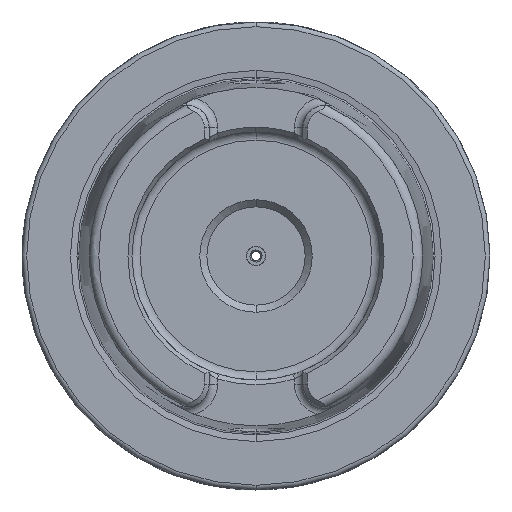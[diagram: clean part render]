
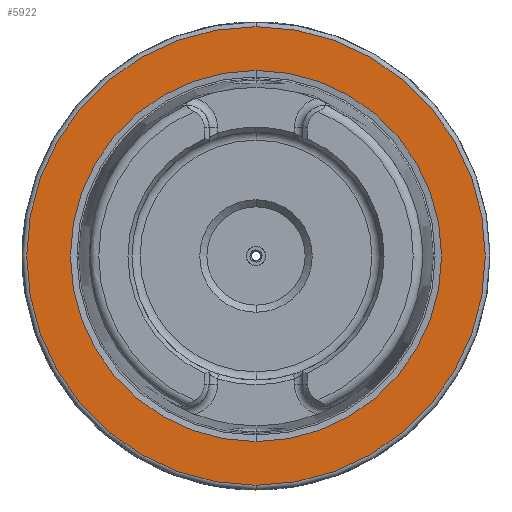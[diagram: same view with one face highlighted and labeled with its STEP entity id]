
A CAD part, left-side view. The second image highlights one B-rep face of the part: STEP entity #5922.
In plain terms, the highlighted planar face has unit normal (-1, 0, 0).
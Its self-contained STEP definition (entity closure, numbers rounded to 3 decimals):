
#429 = PLANE ( 'NONE',  #6829 ) ;
#558 = CIRCLE ( 'NONE', #1671, 49. ) ;
#570 = CARTESIAN_POINT ( 'NONE',  ( 0., 0., 0. ) ) ;
#883 = CIRCLE ( 'NONE', #6189, 39.647 ) ;
#888 = EDGE_CURVE ( 'NONE', #5200, #2498, #2212, .T. ) ;
#1052 = CARTESIAN_POINT ( 'NONE',  ( 0., 0., 39.647 ) ) ;
#1186 = DIRECTION ( 'NONE',  ( 0., 0., -1. ) ) ;
#1334 = VERTEX_POINT ( 'NONE', #3962 ) ;
#1454 = DIRECTION ( 'NONE',  ( 0., 0., -1. ) ) ;
#1586 = FACE_BOUND ( 'NONE', #2284, .T. ) ;
#1671 = AXIS2_PLACEMENT_3D ( 'NONE', #4426, #6239, #1454 ) ;
#1811 = CARTESIAN_POINT ( 'NONE',  ( 0., 0., 49. ) ) ;
#2131 = EDGE_LOOP ( 'NONE', ( #2614, #3566 ) ) ;
#2212 = CIRCLE ( 'NONE', #3944, 39.647 ) ;
#2284 = EDGE_LOOP ( 'NONE', ( #3869, #7649 ) ) ;
#2498 = VERTEX_POINT ( 'NONE', #5455 ) ;
#2614 = ORIENTED_EDGE ( 'NONE', *, *, #5115, .F. ) ;
#2773 = CARTESIAN_POINT ( 'NONE',  ( 0., 39.647, 0. ) ) ;
#3126 = AXIS2_PLACEMENT_3D ( 'NONE', #4379, #6743, #5696 ) ;
#3566 = ORIENTED_EDGE ( 'NONE', *, *, #6854, .F. ) ;
#3869 = ORIENTED_EDGE ( 'NONE', *, *, #888, .T. ) ;
#3944 = AXIS2_PLACEMENT_3D ( 'NONE', #570, #6483, #1186 ) ;
#3962 = CARTESIAN_POINT ( 'NONE',  ( 0., 0., -49. ) ) ;
#4379 = CARTESIAN_POINT ( 'NONE',  ( 0., 0., 0. ) ) ;
#4397 = VERTEX_POINT ( 'NONE', #1811 ) ;
#4426 = CARTESIAN_POINT ( 'NONE',  ( 0., 0., 0. ) ) ;
#4493 = EDGE_CURVE ( 'NONE', #2498, #5200, #883, .T. ) ;
#4968 = CIRCLE ( 'NONE', #3126, 49. ) ;
#5115 = EDGE_CURVE ( 'NONE', #1334, #4397, #4968, .T. ) ;
#5134 = DIRECTION ( 'NONE',  ( 0., 0., 1. ) ) ;
#5200 = VERTEX_POINT ( 'NONE', #1052 ) ;
#5359 = DIRECTION ( 'NONE',  ( 1., 0., 0. ) ) ;
#5455 = CARTESIAN_POINT ( 'NONE',  ( 0., 0., -39.647 ) ) ;
#5696 = DIRECTION ( 'NONE',  ( 0., 0., -1. ) ) ;
#5720 = FACE_OUTER_BOUND ( 'NONE', #2131, .T. ) ;
#5909 = DIRECTION ( 'NONE',  ( 0., 0., -1. ) ) ;
#5922 = ADVANCED_FACE ( 'NONE', ( #1586, #5720 ), #429, .T. ) ;
#5939 = CARTESIAN_POINT ( 'NONE',  ( 0., 0., 0. ) ) ;
#6189 = AXIS2_PLACEMENT_3D ( 'NONE', #5939, #5359, #5909 ) ;
#6239 = DIRECTION ( 'NONE',  ( 1., 0., 0. ) ) ;
#6483 = DIRECTION ( 'NONE',  ( 1., 0., 0. ) ) ;
#6743 = DIRECTION ( 'NONE',  ( 1., 0., 0. ) ) ;
#6829 = AXIS2_PLACEMENT_3D ( 'NONE', #2773, #7509, #5134 ) ;
#6854 = EDGE_CURVE ( 'NONE', #4397, #1334, #558, .T. ) ;
#7509 = DIRECTION ( 'NONE',  ( -1., 0., 0. ) ) ;
#7649 = ORIENTED_EDGE ( 'NONE', *, *, #4493, .T. ) ;
